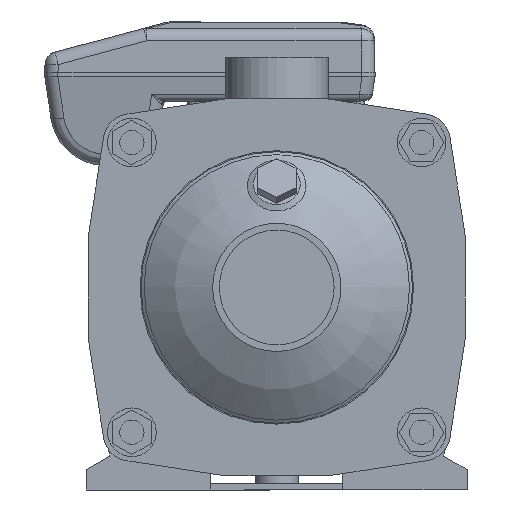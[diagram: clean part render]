
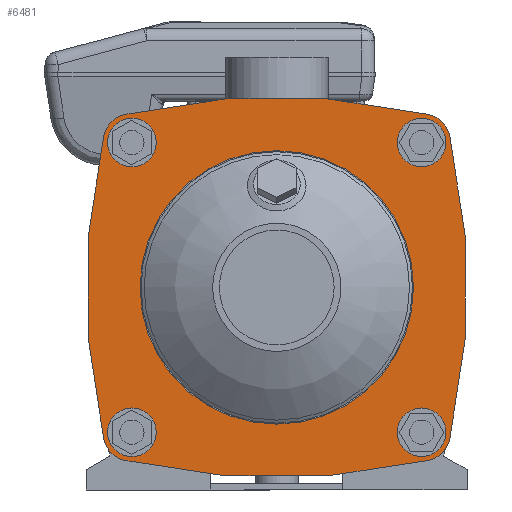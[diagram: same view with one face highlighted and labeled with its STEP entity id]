
A CAD part, left-side view. The second image highlights one B-rep face of the part: STEP entity #6481.
In plain terms, the highlighted face is planar.
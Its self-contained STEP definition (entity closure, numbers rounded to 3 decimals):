
#460=PLANE('',#8930);
#2876=ORIENTED_EDGE('',*,*,#3838,.T.);
#2877=ORIENTED_EDGE('',*,*,#3839,.T.);
#2878=ORIENTED_EDGE('',*,*,#3840,.T.);
#2879=ORIENTED_EDGE('',*,*,#3841,.T.);
#2880=ORIENTED_EDGE('',*,*,#3842,.T.);
#2881=ORIENTED_EDGE('',*,*,#3836,.T.);
#2882=ORIENTED_EDGE('',*,*,#3843,.T.);
#2883=ORIENTED_EDGE('',*,*,#3826,.T.);
#2884=ORIENTED_EDGE('',*,*,#3844,.T.);
#2885=ORIENTED_EDGE('',*,*,#3830,.T.);
#2886=ORIENTED_EDGE('',*,*,#3845,.T.);
#2887=ORIENTED_EDGE('',*,*,#3833,.T.);
#2888=ORIENTED_EDGE('',*,*,#3846,.T.);
#3826=EDGE_CURVE('',#4432,#4433,#4776,.T.);
#3830=EDGE_CURVE('',#4435,#4434,#4777,.T.);
#3833=EDGE_CURVE('',#4437,#4436,#4778,.T.);
#3836=EDGE_CURVE('',#4439,#4438,#4779,.T.);
#3838=EDGE_CURVE('',#4440,#4440,#4780,.F.);
#3839=EDGE_CURVE('',#4441,#4441,#4781,.F.);
#3840=EDGE_CURVE('',#4442,#4442,#4782,.F.);
#3841=EDGE_CURVE('',#4443,#4443,#4783,.F.);
#3842=EDGE_CURVE('',#4444,#4444,#4784,.F.);
#3843=EDGE_CURVE('',#4438,#4432,#4785,.T.);
#3844=EDGE_CURVE('',#4433,#4435,#4786,.T.);
#3845=EDGE_CURVE('',#4434,#4437,#4787,.T.);
#3846=EDGE_CURVE('',#4436,#4439,#4788,.T.);
#4432=VERTEX_POINT('',#15893);
#4433=VERTEX_POINT('',#15894);
#4434=VERTEX_POINT('',#15899);
#4435=VERTEX_POINT('',#15901);
#4436=VERTEX_POINT('',#15905);
#4437=VERTEX_POINT('',#15907);
#4438=VERTEX_POINT('',#15911);
#4439=VERTEX_POINT('',#15913);
#4440=VERTEX_POINT('',#15917);
#4441=VERTEX_POINT('',#15919);
#4442=VERTEX_POINT('',#15921);
#4443=VERTEX_POINT('',#15923);
#4444=VERTEX_POINT('',#15925);
#4776=CIRCLE('',#8923,330.);
#4777=CIRCLE('',#8925,330.);
#4778=CIRCLE('',#8927,330.);
#4779=CIRCLE('',#8929,330.);
#4780=CIRCLE('',#8931,67.5);
#4781=CIRCLE('',#8932,6.);
#4782=CIRCLE('',#8933,6.);
#4783=CIRCLE('',#8934,6.);
#4784=CIRCLE('',#8935,6.);
#4785=CIRCLE('',#8936,14.);
#4786=CIRCLE('',#8937,14.);
#4787=CIRCLE('',#8938,14.);
#4788=CIRCLE('',#8939,14.);
#5281=EDGE_LOOP('',(#2876));
#5282=EDGE_LOOP('',(#2877));
#5283=EDGE_LOOP('',(#2878));
#5284=EDGE_LOOP('',(#2879));
#5285=EDGE_LOOP('',(#2880));
#5286=EDGE_LOOP('',(#2881,#2882,#2883,#2884,#2885,#2886,#2887,#2888));
#5853=FACE_BOUND('',#5281,.T.);
#5854=FACE_BOUND('',#5282,.T.);
#5855=FACE_BOUND('',#5283,.T.);
#5856=FACE_BOUND('',#5284,.T.);
#5857=FACE_BOUND('',#5285,.T.);
#5858=FACE_BOUND('',#5286,.T.);
#6481=ADVANCED_FACE('',(#5853,#5854,#5855,#5856,#5857,#5858),#460,.T.);
#8923=AXIS2_PLACEMENT_3D('',#15892,#10736,#10737);
#8925=AXIS2_PLACEMENT_3D('',#15900,#10743,#10744);
#8927=AXIS2_PLACEMENT_3D('',#15906,#10749,#10750);
#8929=AXIS2_PLACEMENT_3D('',#15912,#10755,#10756);
#8930=AXIS2_PLACEMENT_3D('',#15915,#10758,#10759);
#8931=AXIS2_PLACEMENT_3D('',#15916,#10760,#10761);
#8932=AXIS2_PLACEMENT_3D('',#15918,#10762,#10763);
#8933=AXIS2_PLACEMENT_3D('',#15920,#10764,#10765);
#8934=AXIS2_PLACEMENT_3D('',#15922,#10766,#10767);
#8935=AXIS2_PLACEMENT_3D('',#15924,#10768,#10769);
#8936=AXIS2_PLACEMENT_3D('',#15926,#10770,#10771);
#8937=AXIS2_PLACEMENT_3D('',#15927,#10772,#10773);
#8938=AXIS2_PLACEMENT_3D('',#15928,#10774,#10775);
#8939=AXIS2_PLACEMENT_3D('',#15929,#10776,#10777);
#10736=DIRECTION('',(1.,0.,0.));
#10737=DIRECTION('',(0.,1.,0.));
#10743=DIRECTION('',(1.,0.,0.));
#10744=DIRECTION('',(0.,1.,0.));
#10749=DIRECTION('',(1.,0.,0.));
#10750=DIRECTION('',(0.,1.,0.));
#10755=DIRECTION('',(1.,0.,0.));
#10756=DIRECTION('',(0.,-1.,0.));
#10758=DIRECTION('',(1.,0.,0.));
#10759=DIRECTION('',(0.,1.,0.));
#10760=DIRECTION('',(1.,0.,0.));
#10761=DIRECTION('',(0.,1.,0.));
#10762=DIRECTION('',(1.,0.,0.));
#10763=DIRECTION('',(0.,1.,0.));
#10764=DIRECTION('',(1.,0.,0.));
#10765=DIRECTION('',(0.,1.,0.));
#10766=DIRECTION('',(1.,0.,0.));
#10767=DIRECTION('',(0.,1.,0.));
#10768=DIRECTION('',(1.,0.,0.));
#10769=DIRECTION('',(0.,1.,0.));
#10770=DIRECTION('',(1.,0.,0.));
#10771=DIRECTION('',(0.,1.,0.));
#10772=DIRECTION('',(1.,0.,0.));
#10773=DIRECTION('',(0.,1.,0.));
#10774=DIRECTION('',(1.,0.,0.));
#10775=DIRECTION('',(0.,1.,0.));
#10776=DIRECTION('',(1.,0.,0.));
#10777=DIRECTION('',(0.,1.,0.));
#15892=CARTESIAN_POINT('',(15.,0.,-236.));
#15893=CARTESIAN_POINT('',(15.,74.926,85.382));
#15894=CARTESIAN_POINT('',(15.,-74.926,85.382));
#15899=CARTESIAN_POINT('',(15.,-85.382,-74.926));
#15900=CARTESIAN_POINT('',(15.,236.,0.));
#15901=CARTESIAN_POINT('',(15.,-85.382,74.926));
#15905=CARTESIAN_POINT('',(15.,74.926,-85.382));
#15906=CARTESIAN_POINT('',(15.,0.,236.));
#15907=CARTESIAN_POINT('',(15.,-74.926,-85.382));
#15911=CARTESIAN_POINT('',(15.,85.382,74.926));
#15912=CARTESIAN_POINT('',(15.,-236.,0.));
#15913=CARTESIAN_POINT('',(15.,85.382,-74.926));
#15915=CARTESIAN_POINT('',(15.,118.,-118.));
#15916=CARTESIAN_POINT('',(15.,0.,0.));
#15917=CARTESIAN_POINT('',(15.,67.5,0.));
#15918=CARTESIAN_POINT('',(15.,71.5,-71.5));
#15919=CARTESIAN_POINT('',(15.,77.5,-71.5));
#15920=CARTESIAN_POINT('',(15.,-71.5,-71.5));
#15921=CARTESIAN_POINT('',(15.,-65.5,-71.5));
#15922=CARTESIAN_POINT('',(15.,-71.5,71.5));
#15923=CARTESIAN_POINT('',(15.,-65.5,71.5));
#15924=CARTESIAN_POINT('',(15.,71.5,71.5));
#15925=CARTESIAN_POINT('',(15.,77.5,71.5));
#15926=CARTESIAN_POINT('',(15.,71.747,71.747));
#15927=CARTESIAN_POINT('',(15.,-71.747,71.747));
#15928=CARTESIAN_POINT('',(15.,-71.747,-71.747));
#15929=CARTESIAN_POINT('',(15.,71.747,-71.747));
